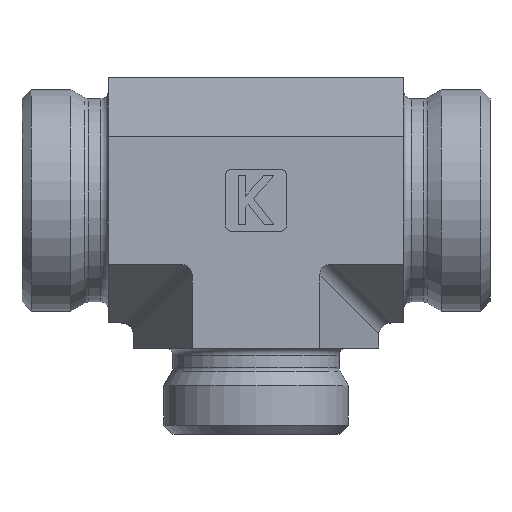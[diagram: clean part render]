
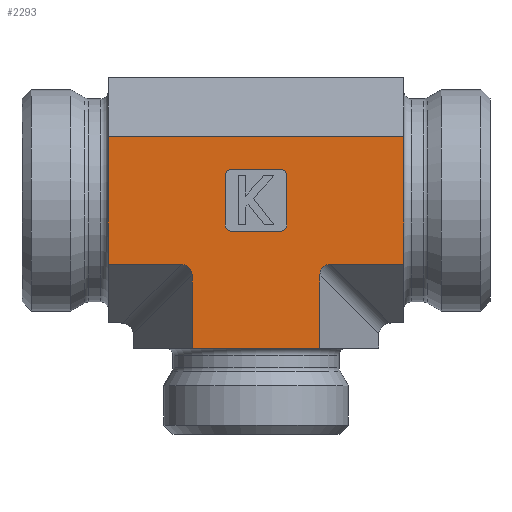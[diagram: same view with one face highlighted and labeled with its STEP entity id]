
A CAD part, left-side view. The second image highlights one B-rep face of the part: STEP entity #2293.
In plain terms, the highlighted planar face has unit normal (-1, 0, 0).
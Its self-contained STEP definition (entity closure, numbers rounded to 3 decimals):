
#281=CARTESIAN_POINT('',(-35.285,33.544,16.108));
#282=VERTEX_POINT('',#281);
#291=CARTESIAN_POINT('',(-35.285,33.544,36.892));
#292=VERTEX_POINT('',#291);
#293=CARTESIAN_POINT('',(-35.285,33.544,36.892));
#294=DIRECTION('',(0.0,0.0,-1.0));
#295=VECTOR('',#294,20.785);
#296=LINE('',#293,#295);
#297=EDGE_CURVE('',#292,#282,#296,.T.);
#486=CARTESIAN_POINT('',(-35.285,-14.456,36.892));
#487=VERTEX_POINT('',#486);
#488=CARTESIAN_POINT('',(-35.285,33.544,36.892));
#489=DIRECTION('',(0.0,-1.0,0.0));
#490=VECTOR('',#489,48.);
#491=LINE('',#488,#490);
#492=EDGE_CURVE('',#292,#487,#491,.T.);
#808=CARTESIAN_POINT('',(-35.285,19.936,2.5));
#809=VERTEX_POINT('',#808);
#847=CARTESIAN_POINT('',(-35.285,-0.848,2.5));
#848=VERTEX_POINT('',#847);
#855=CARTESIAN_POINT('',(-35.285,19.936,2.5));
#856=DIRECTION('',(0.0,-1.0,0.0));
#857=VECTOR('',#856,20.785);
#858=LINE('',#855,#857);
#859=EDGE_CURVE('',#809,#848,#858,.T.);
#1163=CARTESIAN_POINT('',(-35.285,-14.456,16.108));
#1164=VERTEX_POINT('',#1163);
#1165=CARTESIAN_POINT('',(-35.285,-14.456,16.108));
#1166=DIRECTION('',(0.0,0.0,1.0));
#1167=VECTOR('',#1166,20.785);
#1168=LINE('',#1165,#1167);
#1169=EDGE_CURVE('',#1164,#487,#1168,.T.);
#1265=CARTESIAN_POINT('',(-35.285,-2.58,16.108));
#1266=VERTEX_POINT('',#1265);
#1267=CARTESIAN_POINT('',(-35.285,-2.58,16.108));
#1268=DIRECTION('',(0.0,-1.0,0.0));
#1269=VECTOR('',#1268,11.876);
#1270=LINE('',#1267,#1269);
#1271=EDGE_CURVE('',#1266,#1164,#1270,.T.);
#1375=CARTESIAN_POINT('',(-35.285,19.936,14.376));
#1376=VERTEX_POINT('',#1375);
#1377=CARTESIAN_POINT('',(-35.285,21.668,16.108));
#1378=VERTEX_POINT('',#1377);
#1379=CARTESIAN_POINT('',(-35.285,22.246,13.798));
#1380=DIRECTION('',(-1.0,0.0,0.0));
#1381=DIRECTION('',(0.0,-0.707,0.707));
#1382=AXIS2_PLACEMENT_3D('',#1379,#1380,#1381);
#1383=ELLIPSE('',#1382,2.582,2.0);
#1384=EDGE_CURVE('',#1376,#1378,#1383,.T.);
#1446=CARTESIAN_POINT('',(-35.285,21.668,16.108));
#1447=DIRECTION('',(0.0,1.0,0.0));
#1448=VECTOR('',#1447,11.876);
#1449=LINE('',#1446,#1448);
#1450=EDGE_CURVE('',#1378,#282,#1449,.T.);
#1863=CARTESIAN_POINT('',(-35.285,4.544,30.5));
#1864=VERTEX_POINT('',#1863);
#1871=CARTESIAN_POINT('',(-35.285,5.544,31.5));
#1872=VERTEX_POINT('',#1871);
#1873=CARTESIAN_POINT('',(-35.285,5.544,30.5));
#1874=DIRECTION('',(-1.0,0.0,0.0));
#1875=DIRECTION('',(0.0,-0.707,0.707));
#1876=AXIS2_PLACEMENT_3D('',#1873,#1874,#1875);
#1877=CIRCLE('',#1876,1.0);
#1878=EDGE_CURVE('',#1864,#1872,#1877,.T.);
#1895=CARTESIAN_POINT('',(-35.285,13.544,31.5));
#1896=VERTEX_POINT('',#1895);
#1897=CARTESIAN_POINT('',(-35.285,13.544,31.5));
#1898=DIRECTION('',(0.0,-1.0,0.0));
#1899=VECTOR('',#1898,8.);
#1900=LINE('',#1897,#1899);
#1901=EDGE_CURVE('',#1896,#1872,#1900,.T.);
#1936=CARTESIAN_POINT('',(-35.285,5.544,21.5));
#1937=VERTEX_POINT('',#1936);
#1944=CARTESIAN_POINT('',(-35.285,4.544,22.5));
#1945=VERTEX_POINT('',#1944);
#1946=CARTESIAN_POINT('',(-35.285,5.544,22.5));
#1947=DIRECTION('',(-1.0,0.0,0.0));
#1948=DIRECTION('',(0.0,-0.707,-0.707));
#1949=AXIS2_PLACEMENT_3D('',#1946,#1947,#1948);
#1950=CIRCLE('',#1949,1.0);
#1951=EDGE_CURVE('',#1937,#1945,#1950,.T.);
#1975=CARTESIAN_POINT('',(-35.285,4.544,30.5));
#1976=DIRECTION('',(0.0,0.0,-1.0));
#1977=VECTOR('',#1976,8.);
#1978=LINE('',#1975,#1977);
#1979=EDGE_CURVE('',#1864,#1945,#1978,.T.);
#2000=CARTESIAN_POINT('',(-35.285,14.544,22.5));
#2001=VERTEX_POINT('',#2000);
#2008=CARTESIAN_POINT('',(-35.285,13.544,21.5));
#2009=VERTEX_POINT('',#2008);
#2010=CARTESIAN_POINT('',(-35.285,13.544,22.5));
#2011=DIRECTION('',(-1.0,0.0,0.0));
#2012=DIRECTION('',(0.0,0.707,-0.707));
#2013=AXIS2_PLACEMENT_3D('',#2010,#2011,#2012);
#2014=CIRCLE('',#2013,1.0);
#2015=EDGE_CURVE('',#2001,#2009,#2014,.T.);
#2039=CARTESIAN_POINT('',(-35.285,5.544,21.5));
#2040=DIRECTION('',(0.0,1.0,0.0));
#2041=VECTOR('',#2040,8.);
#2042=LINE('',#2039,#2041);
#2043=EDGE_CURVE('',#1937,#2009,#2042,.T.);
#2063=CARTESIAN_POINT('',(-35.285,14.544,30.5));
#2064=VERTEX_POINT('',#2063);
#2065=CARTESIAN_POINT('',(-35.285,13.544,30.5));
#2066=DIRECTION('',(-1.0,0.0,0.0));
#2067=DIRECTION('',(0.0,0.707,0.707));
#2068=AXIS2_PLACEMENT_3D('',#2065,#2066,#2067);
#2069=CIRCLE('',#2068,1.0);
#2070=EDGE_CURVE('',#1896,#2064,#2069,.T.);
#2094=CARTESIAN_POINT('',(-35.285,14.544,22.5));
#2095=DIRECTION('',(0.0,0.0,1.0));
#2096=VECTOR('',#2095,8.);
#2097=LINE('',#2094,#2096);
#2098=EDGE_CURVE('',#2001,#2064,#2097,.T.);
#2139=CARTESIAN_POINT('',(-35.285,19.936,2.5));
#2140=DIRECTION('',(0.0,0.0,1.0));
#2141=VECTOR('',#2140,11.876);
#2142=LINE('',#2139,#2141);
#2143=EDGE_CURVE('',#809,#1376,#2142,.T.);
#2212=CARTESIAN_POINT('',(-35.285,-0.848,14.376));
#2213=VERTEX_POINT('',#2212);
#2214=CARTESIAN_POINT('',(-35.285,-3.158,13.798));
#2215=DIRECTION('',(-1.0,0.0,0.0));
#2216=DIRECTION('',(0.0,0.707,0.707));
#2217=AXIS2_PLACEMENT_3D('',#2214,#2215,#2216);
#2218=ELLIPSE('',#2217,2.582,2.0);
#2219=EDGE_CURVE('',#1266,#2213,#2218,.T.);
#2257=CARTESIAN_POINT('',(-35.285,-0.848,2.5));
#2258=DIRECTION('',(0.0,0.0,1.0));
#2259=VECTOR('',#2258,11.876);
#2260=LINE('',#2257,#2259);
#2261=EDGE_CURVE('',#848,#2213,#2260,.T.);
#2266=CARTESIAN_POINT('',(-35.285,-0.848,0.0));
#2267=DIRECTION('',(-1.0,0.0,0.0));
#2268=DIRECTION('',(0.0,0.0,1.0));
#2269=AXIS2_PLACEMENT_3D('',#2266,#2267,#2268);
#2270=PLANE('',#2269);
#2271=ORIENTED_EDGE('',*,*,#297,.T.);
#2272=ORIENTED_EDGE('',*,*,#1450,.F.);
#2273=ORIENTED_EDGE('',*,*,#1384,.F.);
#2274=ORIENTED_EDGE('',*,*,#2143,.F.);
#2275=ORIENTED_EDGE('',*,*,#859,.T.);
#2276=ORIENTED_EDGE('',*,*,#2261,.T.);
#2277=ORIENTED_EDGE('',*,*,#2219,.F.);
#2278=ORIENTED_EDGE('',*,*,#1271,.T.);
#2279=ORIENTED_EDGE('',*,*,#1169,.T.);
#2280=ORIENTED_EDGE('',*,*,#492,.F.);
#2281=EDGE_LOOP('',(#2271,#2272,#2273,#2274,#2275,#2276,#2277,#2278,#2279,#2280));
#2282=FACE_OUTER_BOUND('',#2281,.T.);
#2283=ORIENTED_EDGE('',*,*,#2043,.T.);
#2284=ORIENTED_EDGE('',*,*,#2015,.F.);
#2285=ORIENTED_EDGE('',*,*,#2098,.T.);
#2286=ORIENTED_EDGE('',*,*,#2070,.F.);
#2287=ORIENTED_EDGE('',*,*,#1901,.T.);
#2288=ORIENTED_EDGE('',*,*,#1878,.F.);
#2289=ORIENTED_EDGE('',*,*,#1979,.T.);
#2290=ORIENTED_EDGE('',*,*,#1951,.F.);
#2291=EDGE_LOOP('',(#2283,#2284,#2285,#2286,#2287,#2288,#2289,#2290));
#2292=FACE_BOUND('',#2291,.T.);
#2293=ADVANCED_FACE('',(#2282,#2292),#2270,.T.);
